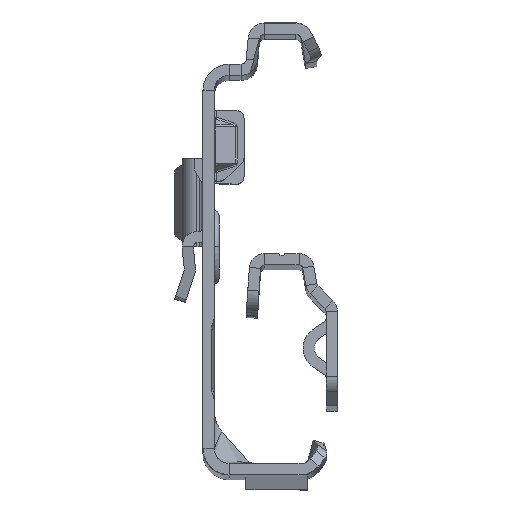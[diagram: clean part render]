
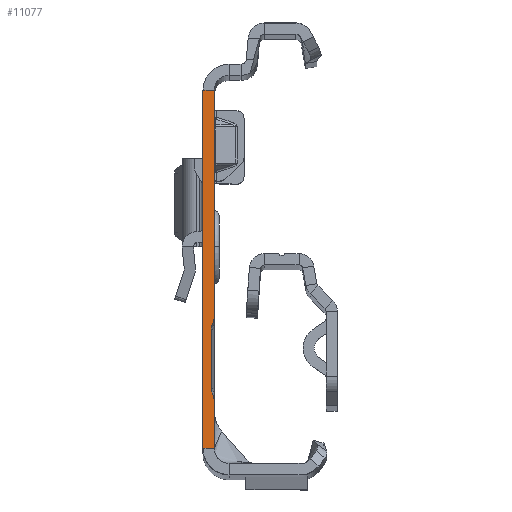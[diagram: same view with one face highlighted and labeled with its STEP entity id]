
A CAD part, top view. The second image highlights one B-rep face of the part: STEP entity #11077.
In plain terms, the highlighted planar face has unit normal (0, 0, 1).
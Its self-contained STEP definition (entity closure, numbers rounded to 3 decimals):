
#41 = DIRECTION ( 'NONE',  ( -1., 0., 0. ) ) ;
#77 = CIRCLE ( 'NONE', #7915, 2.5 ) ;
#460 = CARTESIAN_POINT ( 'NONE',  ( 0., 22.135, 0. ) ) ;
#656 = ORIENTED_EDGE ( 'NONE', *, *, #16488, .F. ) ;
#856 = DIRECTION ( 'NONE',  ( -1., 0., 0. ) ) ;
#1606 = EDGE_CURVE ( 'NONE', #11078, #21802, #21337, .T. ) ;
#1614 = VERTEX_POINT ( 'NONE', #20202 ) ;
#1957 = DIRECTION ( 'NONE',  ( 0., 0., -1. ) ) ;
#2642 = EDGE_CURVE ( 'NONE', #21802, #19203, #22789, .T. ) ;
#2815 = LINE ( 'NONE', #11154, #16820 ) ;
#3056 = ORIENTED_EDGE ( 'NONE', *, *, #5137, .F. ) ;
#3178 = ORIENTED_EDGE ( 'NONE', *, *, #20917, .F. ) ;
#3182 = AXIS2_PLACEMENT_3D ( 'NONE', #26800, #26405, #26928 ) ;
#3244 = EDGE_LOOP ( 'NONE', ( #9611, #11654, #10894, #22291, #656, #6519, #24087, #25047, #7406, #3056, #3178, #22825 ) ) ;
#3455 = LINE ( 'NONE', #4961, #22777 ) ;
#3605 = CARTESIAN_POINT ( 'NONE',  ( -0.234, -18.442, 0. ) ) ;
#4023 = DIRECTION ( 'NONE',  ( 0., -1., 0. ) ) ;
#4097 = CARTESIAN_POINT ( 'NONE',  ( -0.306, -9.443, 0. ) ) ;
#4961 = CARTESIAN_POINT ( 'NONE',  ( 0., -25.865, 0. ) ) ;
#5137 = EDGE_CURVE ( 'NONE', #1614, #11078, #11990, .T. ) ;
#5544 = DIRECTION ( 'NONE',  ( 0., 0., 1. ) ) ;
#6175 = CARTESIAN_POINT ( 'NONE',  ( -0.4, -17.865, 0. ) ) ;
#6196 = EDGE_CURVE ( 'NONE', #22082, #7570, #2815, .T. ) ;
#6240 = DIRECTION ( 'NONE',  ( -1., 0., 0. ) ) ;
#6519 = ORIENTED_EDGE ( 'NONE', *, *, #13522, .F. ) ;
#6605 = VERTEX_POINT ( 'NONE', #14293 ) ;
#6923 = AXIS2_PLACEMENT_3D ( 'NONE', #11543, #5544, #17924 ) ;
#7187 = LINE ( 'NONE', #26080, #10723 ) ;
#7406 = ORIENTED_EDGE ( 'NONE', *, *, #1606, .F. ) ;
#7570 = VERTEX_POINT ( 'NONE', #4097 ) ;
#7677 = CARTESIAN_POINT ( 'NONE',  ( 0., 24.135, 0. ) ) ;
#7915 = AXIS2_PLACEMENT_3D ( 'NONE', #20611, #1957, #41 ) ;
#7945 = CARTESIAN_POINT ( 'NONE',  ( 0.6, -17.865, 0. ) ) ;
#8093 = VERTEX_POINT ( 'NONE', #21157 ) ;
#9611 = ORIENTED_EDGE ( 'NONE', *, *, #13527, .F. ) ;
#9777 = CARTESIAN_POINT ( 'NONE',  ( 0., -25.865, 0. ) ) ;
#9951 = CARTESIAN_POINT ( 'NONE',  ( -0.4, -9.865, 0. ) ) ;
#10148 = CIRCLE ( 'NONE', #3182, 2.5 ) ;
#10691 = DIRECTION ( 'NONE',  ( 0., -1., 0. ) ) ;
#10723 = VECTOR ( 'NONE', #11151, 1000. ) ;
#10894 = ORIENTED_EDGE ( 'NONE', *, *, #19279, .T. ) ;
#11077 = ADVANCED_FACE ( 'NONE', ( #26853 ), #16537, .T. ) ;
#11078 = VERTEX_POINT ( 'NONE', #6175 ) ;
#11129 = CARTESIAN_POINT ( 'NONE',  ( 0., 22.135, 0. ) ) ;
#11151 = DIRECTION ( 'NONE',  ( 0., -1., 0. ) ) ;
#11154 = CARTESIAN_POINT ( 'NONE',  ( -0.234, -9.288, 0. ) ) ;
#11543 = CARTESIAN_POINT ( 'NONE',  ( 0.6, -9.865, 0. ) ) ;
#11654 = ORIENTED_EDGE ( 'NONE', *, *, #15825, .F. ) ;
#11990 = LINE ( 'NONE', #9951, #14139 ) ;
#12176 = DIRECTION ( 'NONE',  ( 0., -1., 0. ) ) ;
#13106 = AXIS2_PLACEMENT_3D ( 'NONE', #7945, #18048, #22522 ) ;
#13522 = EDGE_CURVE ( 'NONE', #8093, #26479, #16420, .T. ) ;
#13527 = EDGE_CURVE ( 'NONE', #16202, #22082, #77, .T. ) ;
#13894 = CARTESIAN_POINT ( 'NONE',  ( 0., -8.231, 0. ) ) ;
#14139 = VECTOR ( 'NONE', #22187, 1000. ) ;
#14151 = EDGE_CURVE ( 'NONE', #19203, #8093, #10148, .T. ) ;
#14293 = CARTESIAN_POINT ( 'NONE',  ( -1.5, 22.135, 0. ) ) ;
#14885 = VERTEX_POINT ( 'NONE', #21379 ) ;
#15041 = DIRECTION ( 'NONE',  ( 0., 0., 1. ) ) ;
#15365 = DIRECTION ( 'NONE',  ( -0.423, -0.906, 0. ) ) ;
#15825 = EDGE_CURVE ( 'NONE', #25434, #16202, #16006, .T. ) ;
#16006 = LINE ( 'NONE', #7677, #26209 ) ;
#16202 = VERTEX_POINT ( 'NONE', #13894 ) ;
#16410 = CARTESIAN_POINT ( 'NONE',  ( -0.306, -18.288, 0. ) ) ;
#16420 = LINE ( 'NONE', #18847, #25275 ) ;
#16488 = EDGE_CURVE ( 'NONE', #26479, #14885, #3455, .T. ) ;
#16537 = PLANE ( 'NONE',  #19097 ) ;
#16600 = LINE ( 'NONE', #11129, #25035 ) ;
#16820 = VECTOR ( 'NONE', #15365, 1000. ) ;
#17033 = VECTOR ( 'NONE', #24409, 1000. ) ;
#17391 = CARTESIAN_POINT ( 'NONE',  ( -0.234, -9.288, 0. ) ) ;
#17924 = DIRECTION ( 'NONE',  ( -1., 0., 0. ) ) ;
#18048 = DIRECTION ( 'NONE',  ( 0., 0., 1. ) ) ;
#18847 = CARTESIAN_POINT ( 'NONE',  ( 0., 24.135, 0. ) ) ;
#19097 = AXIS2_PLACEMENT_3D ( 'NONE', #22787, #15041, #10691 ) ;
#19203 = VERTEX_POINT ( 'NONE', #20407 ) ;
#19279 = EDGE_CURVE ( 'NONE', #25434, #6605, #16600, .T. ) ;
#20202 = CARTESIAN_POINT ( 'NONE',  ( -0.4, -9.865, 0. ) ) ;
#20407 = CARTESIAN_POINT ( 'NONE',  ( -0.234, -18.442, 0. ) ) ;
#20611 = CARTESIAN_POINT ( 'NONE',  ( -2.5, -8.231, 0. ) ) ;
#20917 = EDGE_CURVE ( 'NONE', #7570, #1614, #21696, .T. ) ;
#21157 = CARTESIAN_POINT ( 'NONE',  ( 0., -19.499, 0. ) ) ;
#21337 = CIRCLE ( 'NONE', #13106, 1. ) ;
#21379 = CARTESIAN_POINT ( 'NONE',  ( -1.5, -25.865, 0. ) ) ;
#21696 = CIRCLE ( 'NONE', #6923, 1. ) ;
#21802 = VERTEX_POINT ( 'NONE', #16410 ) ;
#22082 = VERTEX_POINT ( 'NONE', #17391 ) ;
#22187 = DIRECTION ( 'NONE',  ( 0., -1., 0. ) ) ;
#22291 = ORIENTED_EDGE ( 'NONE', *, *, #24915, .T. ) ;
#22522 = DIRECTION ( 'NONE',  ( 1., 0., 0. ) ) ;
#22777 = VECTOR ( 'NONE', #856, 1000. ) ;
#22787 = CARTESIAN_POINT ( 'NONE',  ( -1.5, 24.135, 0. ) ) ;
#22789 = LINE ( 'NONE', #3605, #17033 ) ;
#22825 = ORIENTED_EDGE ( 'NONE', *, *, #6196, .F. ) ;
#24087 = ORIENTED_EDGE ( 'NONE', *, *, #14151, .F. ) ;
#24409 = DIRECTION ( 'NONE',  ( 0.423, -0.906, 0. ) ) ;
#24915 = EDGE_CURVE ( 'NONE', #6605, #14885, #7187, .T. ) ;
#25035 = VECTOR ( 'NONE', #6240, 1000. ) ;
#25047 = ORIENTED_EDGE ( 'NONE', *, *, #2642, .F. ) ;
#25275 = VECTOR ( 'NONE', #4023, 1000. ) ;
#25434 = VERTEX_POINT ( 'NONE', #460 ) ;
#26080 = CARTESIAN_POINT ( 'NONE',  ( -1.5, 24.135, 0. ) ) ;
#26209 = VECTOR ( 'NONE', #12176, 1000. ) ;
#26405 = DIRECTION ( 'NONE',  ( 0., 0., -1. ) ) ;
#26479 = VERTEX_POINT ( 'NONE', #9777 ) ;
#26800 = CARTESIAN_POINT ( 'NONE',  ( -2.5, -19.499, 0. ) ) ;
#26853 = FACE_OUTER_BOUND ( 'NONE', #3244, .T. ) ;
#26928 = DIRECTION ( 'NONE',  ( 1., 0., 0. ) ) ;
